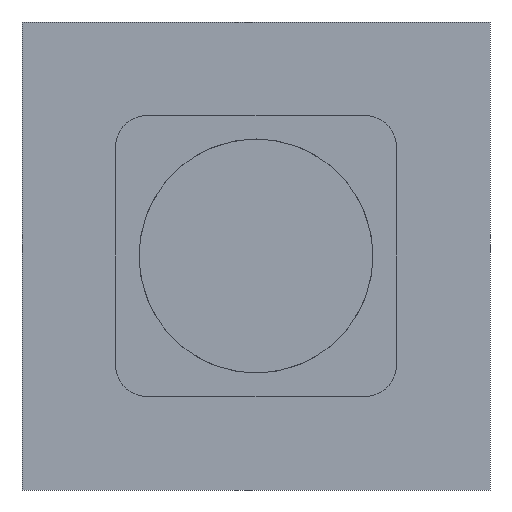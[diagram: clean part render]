
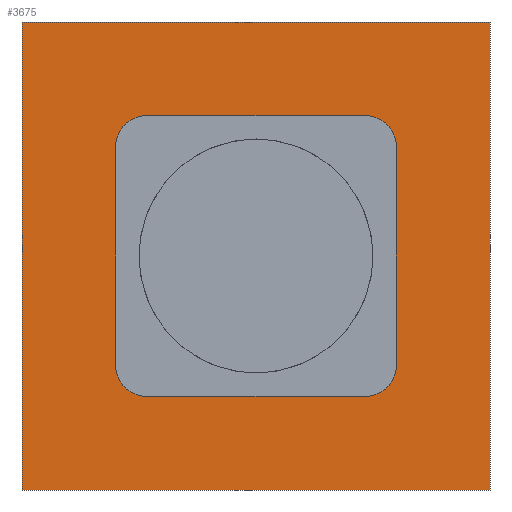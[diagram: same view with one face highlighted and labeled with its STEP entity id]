
A CAD part, front view. The second image highlights one B-rep face of the part: STEP entity #3675.
In plain terms, the highlighted planar face has unit normal (0, -1, 0).
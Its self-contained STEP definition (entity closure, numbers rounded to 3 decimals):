
#4 = CARTESIAN_POINT ( 'NONE',  ( 15., 0., -15. ) ) ;
#17 = VECTOR ( 'NONE', #492, 1000. ) ;
#20 = DIRECTION ( 'NONE',  ( 0., 0., 1. ) ) ;
#21 = CARTESIAN_POINT ( 'NONE',  ( -15., 0., -15. ) ) ;
#56 = VERTEX_POINT ( 'NONE', #628 ) ;
#67 = VERTEX_POINT ( 'NONE', #3222 ) ;
#95 = ORIENTED_EDGE ( 'NONE', *, *, #1212, .F. ) ;
#122 = VERTEX_POINT ( 'NONE', #1820 ) ;
#166 = DIRECTION ( 'NONE',  ( -1., 0., 0. ) ) ;
#185 = VECTOR ( 'NONE', #3007, 1000. ) ;
#255 = CARTESIAN_POINT ( 'NONE',  ( -15., 0., 15. ) ) ;
#258 = CARTESIAN_POINT ( 'NONE',  ( -9., 0., 7. ) ) ;
#306 = CIRCLE ( 'NONE', #3398, 2. ) ;
#311 = EDGE_CURVE ( 'NONE', #1503, #1828, #1638, .T. ) ;
#323 = DIRECTION ( 'NONE',  ( 0., -1., 0. ) ) ;
#330 = AXIS2_PLACEMENT_3D ( 'NONE', #656, #3574, #4230 ) ;
#345 = DIRECTION ( 'NONE',  ( 0., -1., 0. ) ) ;
#365 = EDGE_CURVE ( 'NONE', #1256, #67, #1347, .T. ) ;
#385 = VERTEX_POINT ( 'NONE', #1118 ) ;
#421 = EDGE_CURVE ( 'NONE', #1814, #385, #2442, .T. ) ;
#475 = VERTEX_POINT ( 'NONE', #255 ) ;
#492 = DIRECTION ( 'NONE',  ( 1., 0., 0. ) ) ;
#506 = EDGE_CURVE ( 'NONE', #67, #122, #3122, .T. ) ;
#539 = EDGE_CURVE ( 'NONE', #56, #1814, #2069, .T. ) ;
#572 = AXIS2_PLACEMENT_3D ( 'NONE', #2319, #323, #2295 ) ;
#603 = LINE ( 'NONE', #3219, #3601 ) ;
#628 = CARTESIAN_POINT ( 'NONE',  ( -9., 0., -7. ) ) ;
#656 = CARTESIAN_POINT ( 'NONE',  ( -7., 0., -7. ) ) ;
#741 = EDGE_LOOP ( 'NONE', ( #1359, #4139, #2767, #3116, #3937, #1893, #95, #993 ) ) ;
#748 = DIRECTION ( 'NONE',  ( 0., -1., 0. ) ) ;
#817 = CARTESIAN_POINT ( 'NONE',  ( -7., 0., -9. ) ) ;
#993 = ORIENTED_EDGE ( 'NONE', *, *, #506, .F. ) ;
#994 = DIRECTION ( 'NONE',  ( 0., 0., 1. ) ) ;
#1002 = VECTOR ( 'NONE', #994, 1000. ) ;
#1118 = CARTESIAN_POINT ( 'NONE',  ( 7., 0., -9. ) ) ;
#1204 = CARTESIAN_POINT ( 'NONE',  ( -7., 0., 9. ) ) ;
#1212 = EDGE_CURVE ( 'NONE', #122, #2121, #306, .T. ) ;
#1256 = VERTEX_POINT ( 'NONE', #1447 ) ;
#1347 = CIRCLE ( 'NONE', #572, 2. ) ;
#1353 = EDGE_LOOP ( 'NONE', ( #3722, #3833, #2484, #4017 ) ) ;
#1359 = ORIENTED_EDGE ( 'NONE', *, *, #365, .F. ) ;
#1419 = VECTOR ( 'NONE', #3022, 1000. ) ;
#1447 = CARTESIAN_POINT ( 'NONE',  ( 9., 0., 7. ) ) ;
#1503 = VERTEX_POINT ( 'NONE', #1913 ) ;
#1638 = LINE ( 'NONE', #4, #1002 ) ;
#1665 = LINE ( 'NONE', #3952, #185 ) ;
#1748 = LINE ( 'NONE', #1767, #2949 ) ;
#1767 = CARTESIAN_POINT ( 'NONE',  ( -15., 0., -15. ) ) ;
#1799 = EDGE_CURVE ( 'NONE', #3483, #1503, #2217, .T. ) ;
#1814 = VERTEX_POINT ( 'NONE', #4184 ) ;
#1820 = CARTESIAN_POINT ( 'NONE',  ( -7., 0., 9. ) ) ;
#1828 = VERTEX_POINT ( 'NONE', #3859 ) ;
#1893 = ORIENTED_EDGE ( 'NONE', *, *, #3411, .F. ) ;
#1913 = CARTESIAN_POINT ( 'NONE',  ( 15., 0., -15. ) ) ;
#1922 = FACE_BOUND ( 'NONE', #741, .T. ) ;
#1924 = EDGE_CURVE ( 'NONE', #3921, #1256, #603, .T. ) ;
#2015 = CARTESIAN_POINT ( 'NONE',  ( -7., 0., 7. ) ) ;
#2069 = CIRCLE ( 'NONE', #330, 2. ) ;
#2121 = VERTEX_POINT ( 'NONE', #258 ) ;
#2217 = LINE ( 'NONE', #4135, #17 ) ;
#2257 = AXIS2_PLACEMENT_3D ( 'NONE', #3312, #748, #2996 ) ;
#2285 = LINE ( 'NONE', #2617, #3187 ) ;
#2295 = DIRECTION ( 'NONE',  ( 0., 0., 1. ) ) ;
#2319 = CARTESIAN_POINT ( 'NONE',  ( 7., 0., 7. ) ) ;
#2442 = LINE ( 'NONE', #817, #1419 ) ;
#2484 = ORIENTED_EDGE ( 'NONE', *, *, #2539, .T. ) ;
#2539 = EDGE_CURVE ( 'NONE', #475, #3483, #1748, .T. ) ;
#2617 = CARTESIAN_POINT ( 'NONE',  ( -15., 0., 15. ) ) ;
#2660 = DIRECTION ( 'NONE',  ( 0., 0., -1. ) ) ;
#2666 = DIRECTION ( 'NONE',  ( 0., 0., -1. ) ) ;
#2767 = ORIENTED_EDGE ( 'NONE', *, *, #2948, .F. ) ;
#2820 = AXIS2_PLACEMENT_3D ( 'NONE', #3999, #3961, #2660 ) ;
#2840 = CARTESIAN_POINT ( 'NONE',  ( 9., 0., -7. ) ) ;
#2948 = EDGE_CURVE ( 'NONE', #385, #3921, #3774, .T. ) ;
#2949 = VECTOR ( 'NONE', #2666, 1000. ) ;
#2969 = DIRECTION ( 'NONE',  ( -1., 0., 0. ) ) ;
#2996 = DIRECTION ( 'NONE',  ( 0., 0., -1. ) ) ;
#3007 = DIRECTION ( 'NONE',  ( 0., 0., -1. ) ) ;
#3022 = DIRECTION ( 'NONE',  ( 1., 0., 0. ) ) ;
#3116 = ORIENTED_EDGE ( 'NONE', *, *, #421, .F. ) ;
#3122 = LINE ( 'NONE', #1204, #3224 ) ;
#3187 = VECTOR ( 'NONE', #2969, 1000. ) ;
#3219 = CARTESIAN_POINT ( 'NONE',  ( 9., 0., -7. ) ) ;
#3222 = CARTESIAN_POINT ( 'NONE',  ( 7., 0., 9. ) ) ;
#3224 = VECTOR ( 'NONE', #166, 1000. ) ;
#3312 = CARTESIAN_POINT ( 'NONE',  ( 15., 0., 0. ) ) ;
#3398 = AXIS2_PLACEMENT_3D ( 'NONE', #2015, #345, #4003 ) ;
#3411 = EDGE_CURVE ( 'NONE', #2121, #56, #1665, .T. ) ;
#3483 = VERTEX_POINT ( 'NONE', #21 ) ;
#3574 = DIRECTION ( 'NONE',  ( 0., -1., 0. ) ) ;
#3601 = VECTOR ( 'NONE', #20, 1000. ) ;
#3675 = ADVANCED_FACE ( 'NONE', ( #1922, #3900 ), #4235, .T. ) ;
#3722 = ORIENTED_EDGE ( 'NONE', *, *, #311, .T. ) ;
#3774 = CIRCLE ( 'NONE', #2820, 2. ) ;
#3833 = ORIENTED_EDGE ( 'NONE', *, *, #4248, .T. ) ;
#3859 = CARTESIAN_POINT ( 'NONE',  ( 15., 0., 15. ) ) ;
#3900 = FACE_OUTER_BOUND ( 'NONE', #1353, .T. ) ;
#3921 = VERTEX_POINT ( 'NONE', #2840 ) ;
#3937 = ORIENTED_EDGE ( 'NONE', *, *, #539, .F. ) ;
#3952 = CARTESIAN_POINT ( 'NONE',  ( -9., 0., -7. ) ) ;
#3961 = DIRECTION ( 'NONE',  ( 0., -1., 0. ) ) ;
#3999 = CARTESIAN_POINT ( 'NONE',  ( 7., 0., -7. ) ) ;
#4003 = DIRECTION ( 'NONE',  ( 0., 0., 1. ) ) ;
#4017 = ORIENTED_EDGE ( 'NONE', *, *, #1799, .T. ) ;
#4135 = CARTESIAN_POINT ( 'NONE',  ( -15., 0., -15. ) ) ;
#4139 = ORIENTED_EDGE ( 'NONE', *, *, #1924, .F. ) ;
#4184 = CARTESIAN_POINT ( 'NONE',  ( -7., 0., -9. ) ) ;
#4230 = DIRECTION ( 'NONE',  ( 0., 0., 1. ) ) ;
#4235 = PLANE ( 'NONE',  #2257 ) ;
#4248 = EDGE_CURVE ( 'NONE', #1828, #475, #2285, .T. ) ;
